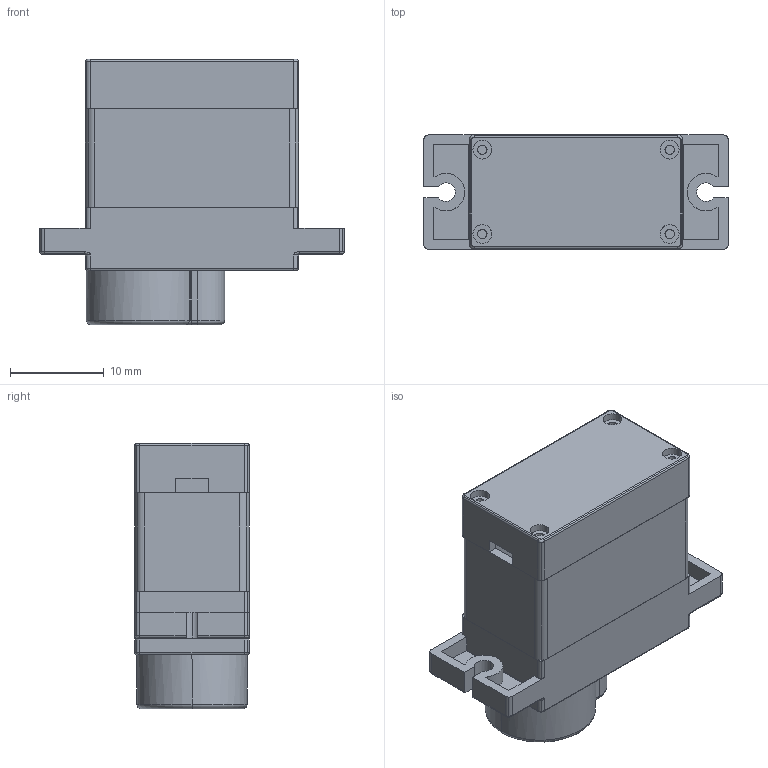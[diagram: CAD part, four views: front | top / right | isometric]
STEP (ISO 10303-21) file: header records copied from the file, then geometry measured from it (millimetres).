
FILE_DESCRIPTION (( 'STEP AP203' ), '1' );
FILE_NAME ('Assembly servo outside.stp_Default_sldprt.STEP', '2024-01-02T12:43:45', ( '' ), ( '' ), 'SwSTEP 2.0', 'SolidWorks 2022', '' );
FILE_SCHEMA (( 'CONFIG_CONTROL_DESIGN' ));
Length unit declared in the file: millimetre
Products named in the file (1): Assembly servo outside.stp_Default_sldprt
Bounding box: 32.5 x 12.2 x 28.35 mm (x, y, z)
Volume: 2732.3 mm3; surface area: 5673.5 mm2
Topology: 3 solids, 3 shells, 407 faces, 1085 edges, 705 vertices
Faces by surface type: cylinder 243, plane 143, bspline 16, torus 5
Entity records: 13662 total; most frequent: CARTESIAN_POINT 3042, DIRECTION 2331, ORIENTED_EDGE 2170, EDGE_CURVE 1085, AXIS2_PLACEMENT_3D 886, VERTEX_POINT 705, LINE 559, VECTOR 559
